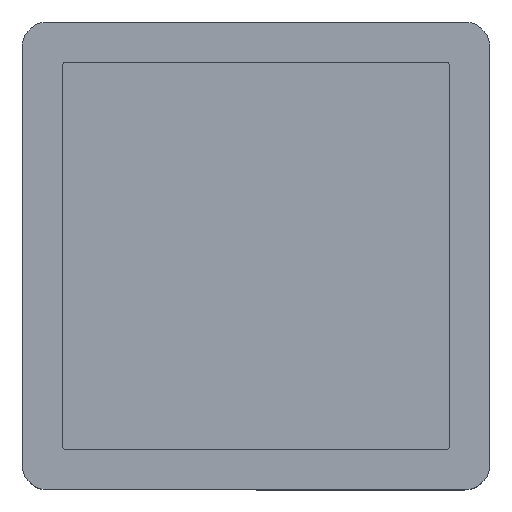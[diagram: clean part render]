
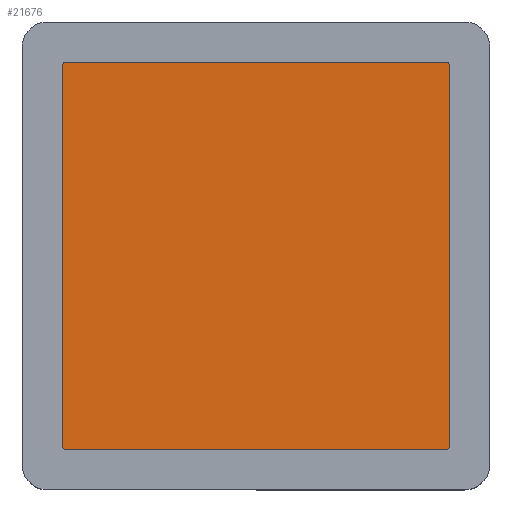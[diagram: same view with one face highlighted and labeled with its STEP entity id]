
A CAD part, top view. The second image highlights one B-rep face of the part: STEP entity #21676.
In plain terms, the highlighted planar face has unit normal (0, 0, 1).
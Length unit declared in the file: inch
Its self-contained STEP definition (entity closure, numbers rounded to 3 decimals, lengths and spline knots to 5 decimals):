
#113 = DIRECTION ( 'NONE',  ( 0., 1., 0. ) ) ;
#162 = AXIS2_PLACEMENT_3D ( 'NONE', #13068, #34254, #43038 ) ;
#964 = EDGE_CURVE ( 'NONE', #5841, #50451, #2252, .T. ) ;
#1436 = VERTEX_POINT ( 'NONE', #52496 ) ;
#2190 = DIRECTION ( 'NONE',  ( 0., -1., 0. ) ) ;
#2252 = LINE ( 'NONE', #52005, #24003 ) ;
#2798 = ORIENTED_EDGE ( 'NONE', *, *, #51687, .T. ) ;
#3315 = VERTEX_POINT ( 'NONE', #14683 ) ;
#3388 = EDGE_CURVE ( 'NONE', #25543, #52215, #19901, .T. ) ;
#4003 = DIRECTION ( 'NONE',  ( 0., 0., -1. ) ) ;
#4029 = DIRECTION ( 'NONE',  ( 0., -1., 0. ) ) ;
#4695 = CIRCLE ( 'NONE', #19595, 0.01 ) ;
#5841 = VERTEX_POINT ( 'NONE', #19765 ) ;
#6271 = CARTESIAN_POINT ( 'NONE',  ( 0.7614, -0.7614, 2.76217 ) ) ;
#6282 = VERTEX_POINT ( 'NONE', #25634 ) ;
#7200 = VECTOR ( 'NONE', #28155, 39.37008 ) ;
#7242 = CIRCLE ( 'NONE', #25642, 0.01 ) ;
#7317 = ORIENTED_EDGE ( 'NONE', *, *, #11813, .T. ) ;
#7528 = CARTESIAN_POINT ( 'NONE',  ( -0.7614, 0.7614, 2.76217 ) ) ;
#8591 = DIRECTION ( 'NONE',  ( 0., -1., 0. ) ) ;
#8673 = CARTESIAN_POINT ( 'NONE',  ( -0.7514, 0.7514, 2.76217 ) ) ;
#11813 = EDGE_CURVE ( 'NONE', #25543, #1436, #45827, .T. ) ;
#12484 = ORIENTED_EDGE ( 'NONE', *, *, #3388, .F. ) ;
#12774 = DIRECTION ( 'NONE',  ( 0., 1., 0. ) ) ;
#13068 = CARTESIAN_POINT ( 'NONE',  ( -0.7514, -0.7514, 2.76217 ) ) ;
#14579 = AXIS2_PLACEMENT_3D ( 'NONE', #49583, #41040, #15479 ) ;
#14683 = CARTESIAN_POINT ( 'NONE',  ( 0.7614, -0.7514, 2.76217 ) ) ;
#14950 = CARTESIAN_POINT ( 'NONE',  ( -0.7614, -0.7614, 2.76217 ) ) ;
#15479 = DIRECTION ( 'NONE',  ( 0., -1., 0. ) ) ;
#16665 = ORIENTED_EDGE ( 'NONE', *, *, #17521, .T. ) ;
#16681 = ORIENTED_EDGE ( 'NONE', *, *, #19020, .F. ) ;
#17521 = EDGE_CURVE ( 'NONE', #5841, #52215, #7242, .T. ) ;
#18186 = CARTESIAN_POINT ( 'NONE',  ( 0.7514, 0.7514, 2.76217 ) ) ;
#18994 = DIRECTION ( 'NONE',  ( 1., 0., 0. ) ) ;
#19020 = EDGE_CURVE ( 'NONE', #42000, #1436, #52663, .T. ) ;
#19595 = AXIS2_PLACEMENT_3D ( 'NONE', #18186, #46291, #8591 ) ;
#19765 = CARTESIAN_POINT ( 'NONE',  ( -0.7514, 0.7614, 2.76217 ) ) ;
#19901 = LINE ( 'NONE', #7528, #46849 ) ;
#20823 = CARTESIAN_POINT ( 'NONE',  ( 0.7514, -0.7614, 2.76217 ) ) ;
#21676 = ADVANCED_FACE ( 'NONE', ( #49906 ), #33685, .F. ) ;
#24003 = VECTOR ( 'NONE', #18994, 39.37008 ) ;
#24594 = EDGE_CURVE ( 'NONE', #6282, #3315, #34900, .T. ) ;
#25543 = VERTEX_POINT ( 'NONE', #32740 ) ;
#25616 = CARTESIAN_POINT ( 'NONE',  ( 0.7514, 0.7614, 2.76217 ) ) ;
#25634 = CARTESIAN_POINT ( 'NONE',  ( 0.7614, 0.7514, 2.76217 ) ) ;
#25642 = AXIS2_PLACEMENT_3D ( 'NONE', #8673, #46368, #4029 ) ;
#25762 = ORIENTED_EDGE ( 'NONE', *, *, #964, .F. ) ;
#28155 = DIRECTION ( 'NONE',  ( -1., 0., 0. ) ) ;
#29683 = EDGE_LOOP ( 'NONE', ( #52433, #2798, #25762, #16665, #12484, #7317, #16681, #35607 ) ) ;
#32740 = CARTESIAN_POINT ( 'NONE',  ( -0.7614, -0.7514, 2.76217 ) ) ;
#33685 = PLANE ( 'NONE',  #35561 ) ;
#34254 = DIRECTION ( 'NONE',  ( 0., 0., 1. ) ) ;
#34900 = LINE ( 'NONE', #6271, #45164 ) ;
#35561 = AXIS2_PLACEMENT_3D ( 'NONE', #45778, #4003, #12774 ) ;
#35607 = ORIENTED_EDGE ( 'NONE', *, *, #39961, .T. ) ;
#38307 = CIRCLE ( 'NONE', #14579, 0.01 ) ;
#39961 = EDGE_CURVE ( 'NONE', #42000, #3315, #38307, .T. ) ;
#40122 = CARTESIAN_POINT ( 'NONE',  ( -0.7614, 0.7514, 2.76217 ) ) ;
#41040 = DIRECTION ( 'NONE',  ( 0., 0., 1. ) ) ;
#42000 = VERTEX_POINT ( 'NONE', #20823 ) ;
#43038 = DIRECTION ( 'NONE',  ( 0., -1., 0. ) ) ;
#45164 = VECTOR ( 'NONE', #2190, 39.37008 ) ;
#45778 = CARTESIAN_POINT ( 'NONE',  ( 0., 0., 2.76217 ) ) ;
#45827 = CIRCLE ( 'NONE', #162, 0.01 ) ;
#46291 = DIRECTION ( 'NONE',  ( 0., 0., 1. ) ) ;
#46368 = DIRECTION ( 'NONE',  ( 0., 0., 1. ) ) ;
#46849 = VECTOR ( 'NONE', #113, 39.37008 ) ;
#49583 = CARTESIAN_POINT ( 'NONE',  ( 0.7514, -0.7514, 2.76217 ) ) ;
#49906 = FACE_OUTER_BOUND ( 'NONE', #29683, .T. ) ;
#50451 = VERTEX_POINT ( 'NONE', #25616 ) ;
#51687 = EDGE_CURVE ( 'NONE', #6282, #50451, #4695, .T. ) ;
#52005 = CARTESIAN_POINT ( 'NONE',  ( 0.7614, 0.7614, 2.76217 ) ) ;
#52215 = VERTEX_POINT ( 'NONE', #40122 ) ;
#52433 = ORIENTED_EDGE ( 'NONE', *, *, #24594, .F. ) ;
#52496 = CARTESIAN_POINT ( 'NONE',  ( -0.7514, -0.7614, 2.76217 ) ) ;
#52663 = LINE ( 'NONE', #14950, #7200 ) ;
